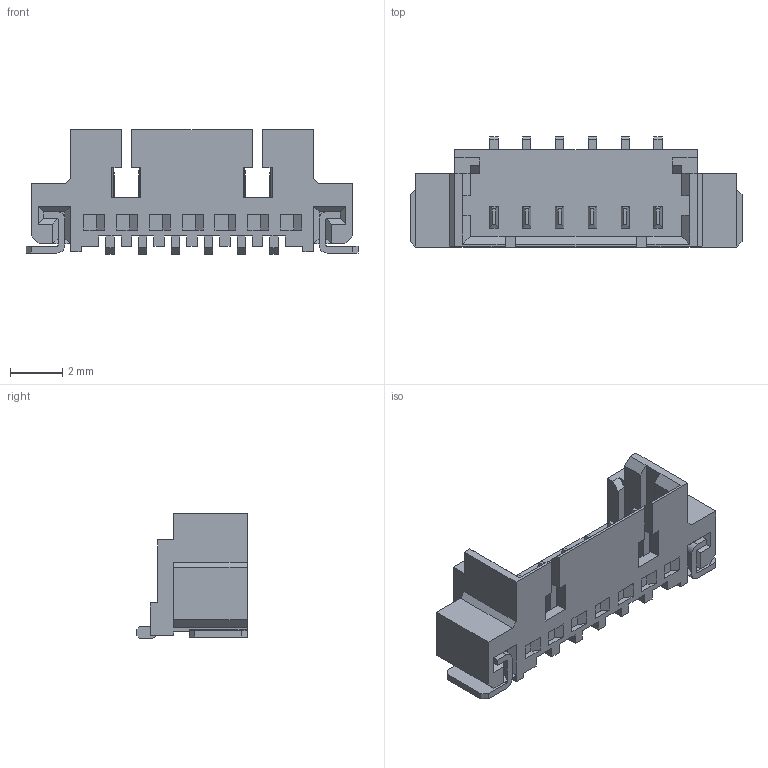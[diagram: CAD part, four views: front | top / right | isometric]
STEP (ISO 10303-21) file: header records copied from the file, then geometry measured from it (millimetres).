
FILE_DESCRIPTION(('FreeCAD Model'),'2;1');
FILE_NAME('Molex_PicoBlade_53398_0671_1x06_1MP_P1_25mm_Vertical.step', '2018-06-05T19:09:32',('kicad StepUp'),('ksu MCAD'), 'Open CASCADE STEP processor 7.2','FreeCAD','Unknown');
FILE_SCHEMA(('AUTOMOTIVE_DESIGN { 1 0 10303 214 1 1 1 1 }'));
Length unit declared in the file: millimetre
Products named in the file (1): Molex_PicoBlade_53398_0671_1x06_1MP_P1_25mm_Vertical
Bounding box: 12.65 x 4.2 x 4.75 mm (x, y, z)
Volume: 72.4 mm3; surface area: 341.9 mm2
Topology: 1 solids, 3 shells, 324 faces, 882 edges, 622 vertices
Faces by surface type: plane 316, cylinder 8
Entity records: 12242 total; most frequent: CARTESIAN_POINT 1841, ORIENTED_EDGE 1686, DIRECTION 1542, LINE 864, VECTOR 864, EDGE_CURVE 843, VERTEX_POINT 544, FACE_BOUND 343
